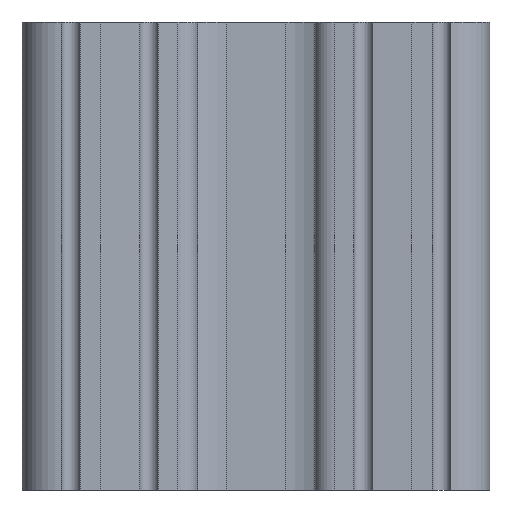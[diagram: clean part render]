
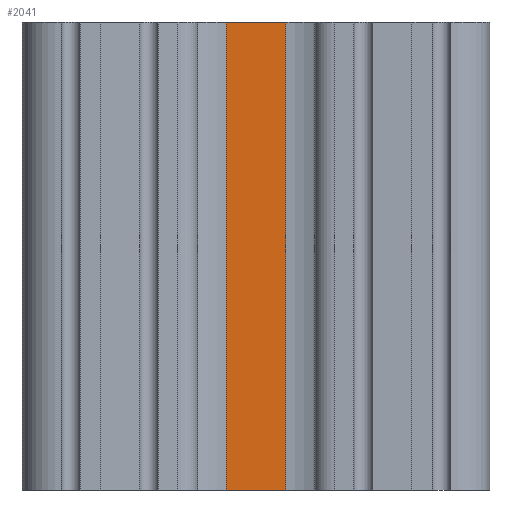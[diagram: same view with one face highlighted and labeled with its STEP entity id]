
A CAD part, front view. The second image highlights one B-rep face of the part: STEP entity #2041.
In plain terms, the highlighted planar face has unit normal (0, -1, 0).
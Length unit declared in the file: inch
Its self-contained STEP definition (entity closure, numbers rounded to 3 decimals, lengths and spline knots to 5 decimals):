
#1983=CARTESIAN_POINT('',(-0.05855,-0.16883,-1.0));
#1984=VERTEX_POINT('',#1983);
#1992=CARTESIAN_POINT('',(-0.05855,-0.16883,0.0));
#1993=VERTEX_POINT('',#1992);
#1994=CARTESIAN_POINT('',(-0.05855,-0.16883,0.0));
#1995=DIRECTION('',(0.0,0.0,-1.0));
#1996=VECTOR('',#1995,1.0);
#1997=LINE('',#1994,#1996);
#1998=EDGE_CURVE('',#1993,#1984,#1997,.T.);
#2011=CARTESIAN_POINT('',(-0.05855,-0.16883,0.0));
#2012=DIRECTION('',(0.0,-1.0,0.0));
#2013=DIRECTION('',(0.0,0.0,-1.0));
#2014=AXIS2_PLACEMENT_3D('',#2011,#2012,#2013);
#2015=PLANE('',#2014);
#2016=CARTESIAN_POINT('',(0.06919,-0.16883,-1.0));
#2017=VERTEX_POINT('',#2016);
#2018=CARTESIAN_POINT('',(-0.05855,-0.16883,-1.0));
#2019=DIRECTION('',(1.0,0.0,0.0));
#2020=VECTOR('',#2019,0.12774);
#2021=LINE('',#2018,#2020);
#2022=EDGE_CURVE('',#1984,#2017,#2021,.T.);
#2023=ORIENTED_EDGE('',*,*,#2022,.T.);
#2024=CARTESIAN_POINT('',(0.06919,-0.16883,0.0));
#2025=VERTEX_POINT('',#2024);
#2026=CARTESIAN_POINT('',(0.06919,-0.16883,0.0));
#2027=DIRECTION('',(0.0,0.0,-1.0));
#2028=VECTOR('',#2027,1.0);
#2029=LINE('',#2026,#2028);
#2030=EDGE_CURVE('',#2025,#2017,#2029,.T.);
#2031=ORIENTED_EDGE('',*,*,#2030,.F.);
#2032=CARTESIAN_POINT('',(-0.05855,-0.16883,0.0));
#2033=DIRECTION('',(1.0,0.0,0.0));
#2034=VECTOR('',#2033,0.12774);
#2035=LINE('',#2032,#2034);
#2036=EDGE_CURVE('',#1993,#2025,#2035,.T.);
#2037=ORIENTED_EDGE('',*,*,#2036,.F.);
#2038=ORIENTED_EDGE('',*,*,#1998,.T.);
#2039=EDGE_LOOP('',(#2023,#2031,#2037,#2038));
#2040=FACE_OUTER_BOUND('',#2039,.T.);
#2041=ADVANCED_FACE('',(#2040),#2015,.T.);
